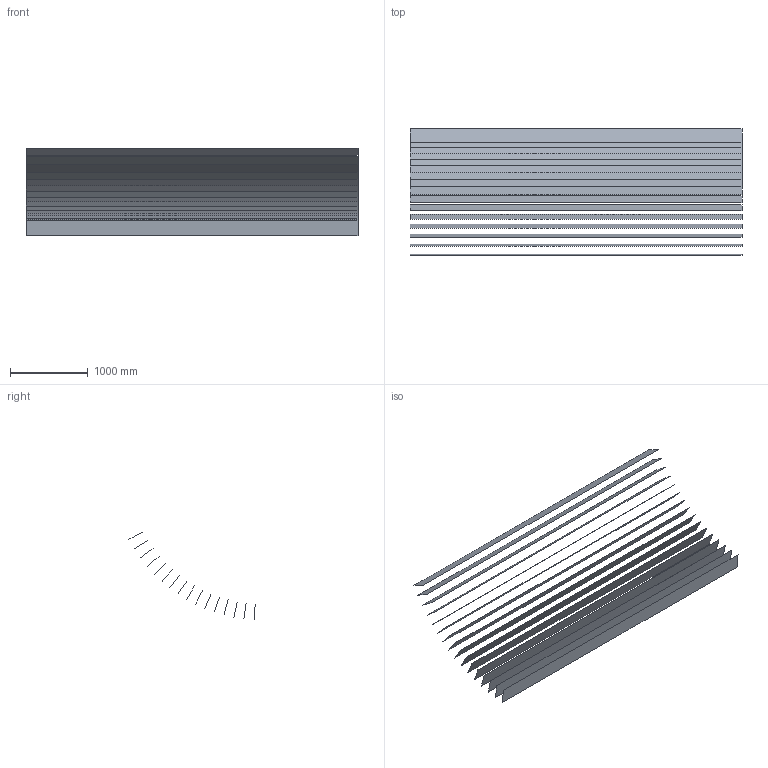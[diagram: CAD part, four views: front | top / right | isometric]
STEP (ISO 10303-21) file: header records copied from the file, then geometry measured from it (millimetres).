
FILE_DESCRIPTION(('FreeCAD Model'),'2;1');
FILE_NAME('lisse.step', '2022-12-20T17:29:55',('Author'),(''), 'Open CASCADE STEP processor 7.3','FreeCAD','Unknown');
FILE_SCHEMA(('AUTOMOTIVE_DESIGN { 1 0 10303 214 1 1 1 1 }'));
Length unit declared in the file: millimetre
Products named in the file (1): ShapeBinder001
Bounding box: 4267.2 x 1623.19 x 1130.96 mm (x, y, z)
Surface area: 13655040 mm2 (no closed solid volume)
Topology: 0 solids, 16 shells, 16 faces, 64 edges, 64 vertices
Faces by surface type: bspline 16
Entity records: 1474 total; most frequent: CARTESIAN_POINT 577, DIRECTION 66, ORIENTED_EDGE 64, EDGE_CURVE 64, VERTEX_POINT 64, SURFACE_CURVE 64, B_SPLINE_CURVE_WITH_KNOTS 64, PCURVE 64
